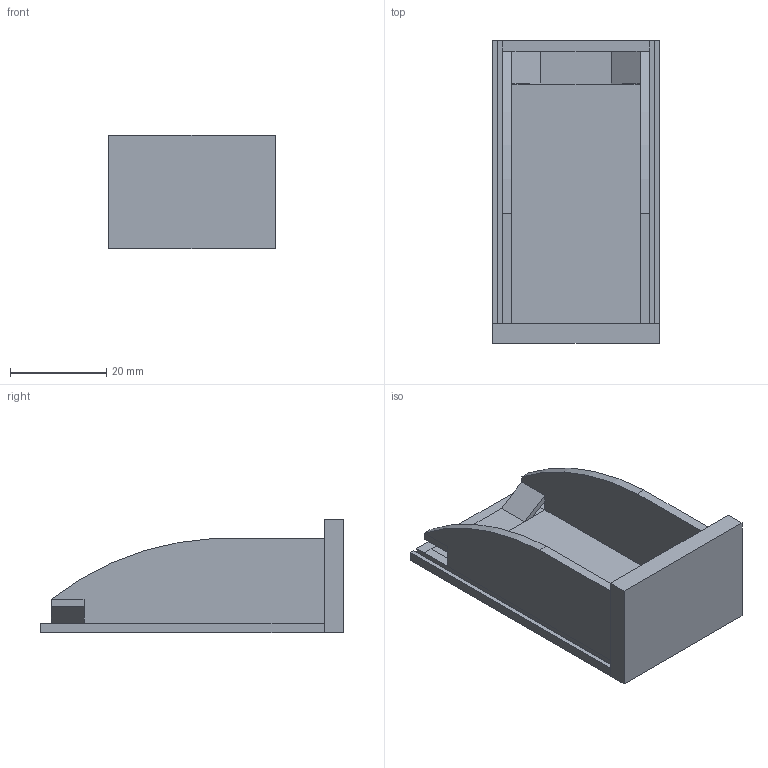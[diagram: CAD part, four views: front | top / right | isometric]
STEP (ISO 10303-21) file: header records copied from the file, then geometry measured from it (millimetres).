
FILE_DESCRIPTION(('FreeCAD Model'),'2;1');
FILE_NAME('battery_case.step', '2019-10-15T19:14:11',('Author'),(''), 'Open CASCADE STEP processor 7.2','FreeCAD','Unknown');
FILE_SCHEMA(('AUTOMOTIVE_DESIGN { 1 0 10303 214 1 1 1 1 }'));
Length unit declared in the file: millimetre
Products named in the file (1): Body
Bounding box: 34.6 x 62.8 x 23.6 mm (x, y, z)
Volume: 10475.1 mm3; surface area: 10327 mm2
Topology: 1 solids, 1 shells, 53 faces, 137 edges, 82 vertices
Faces by surface type: plane 51, cylinder 2
Entity records: 3367 total; most frequent: CARTESIAN_POINT 559, DIRECTION 521, LINE 403, VECTOR 403, ORIENTED_EDGE 274, PCURVE 274, DEFINITIONAL_REPRESENTATION 274, EDGE_CURVE 137
